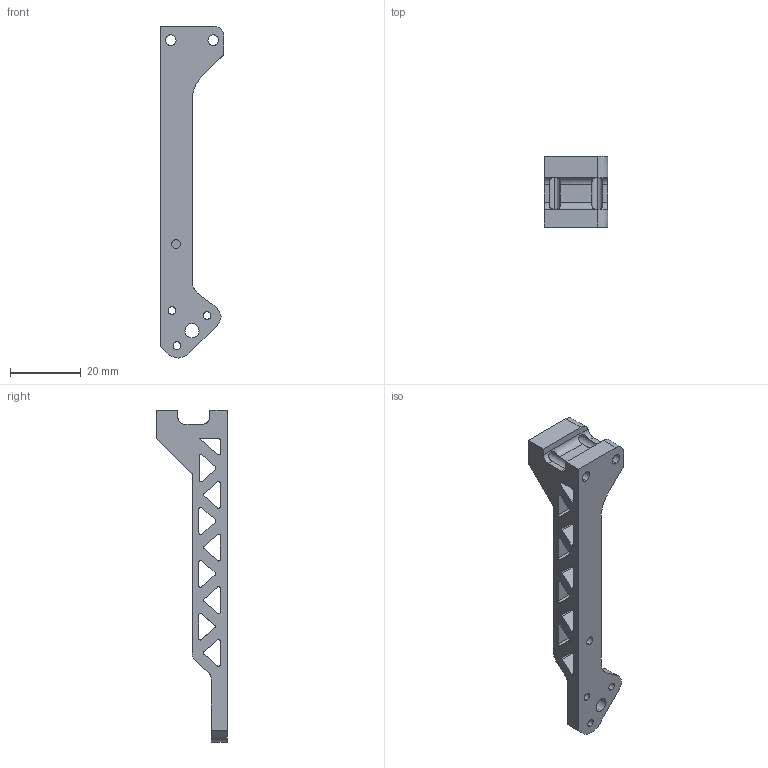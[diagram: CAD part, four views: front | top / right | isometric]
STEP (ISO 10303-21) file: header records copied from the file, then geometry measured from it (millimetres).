
FILE_DESCRIPTION (( 'STEP AP203' ), '1' );
FILE_NAME ('spider arms_Default_sldprt.STEP', '2020-11-07T09:18:19', ( '' ), ( '' ), 'SwSTEP 2.0', 'SolidWorks 2018', '' );
FILE_SCHEMA (( 'CONFIG_CONTROL_DESIGN' ));
Length unit declared in the file: millimetre
Products named in the file (1): spider arms_Default_sldprt
Bounding box: 18 x 20 x 93.74 mm (x, y, z)
Volume: 7601.6 mm3; surface area: 6222.8 mm2
Topology: 1 solids, 1 shells, 115 faces, 361 edges, 239 vertices
Faces by surface type: cylinder 66, plane 49
Entity records: 4317 total; most frequent: CARTESIAN_POINT 923, ORIENTED_EDGE 722, DIRECTION 682, EDGE_CURVE 361, VERTEX_POINT 239, AXIS2_PLACEMENT_3D 234, VECTOR 214, LINE 214
